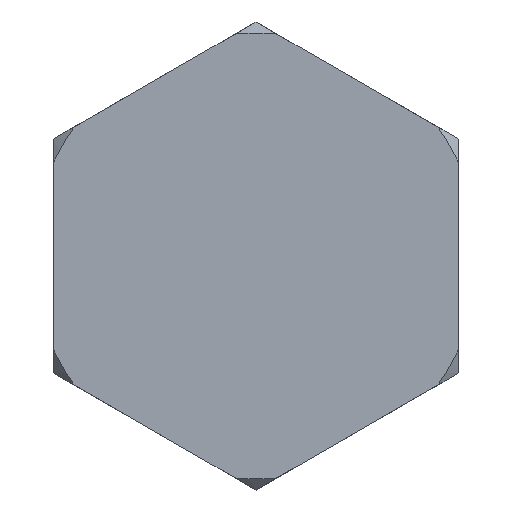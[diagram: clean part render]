
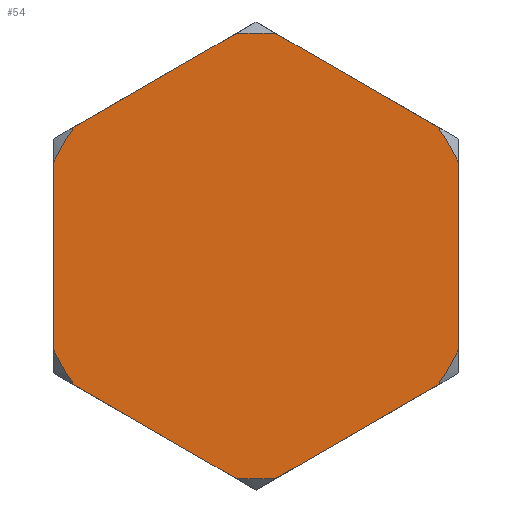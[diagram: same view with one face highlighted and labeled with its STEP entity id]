
A CAD part, front view. The second image highlights one B-rep face of the part: STEP entity #54.
In plain terms, the highlighted planar face has unit normal (0, -1, 0).
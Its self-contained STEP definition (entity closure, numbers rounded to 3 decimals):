
#54 = ADVANCED_FACE( '', ( #108 ), #109, .F. );
#108 = FACE_OUTER_BOUND( '', #192, .T. );
#109 = PLANE( '', #193 );
#192 = EDGE_LOOP( '', ( #274, #275, #276, #277, #278, #279, #280, #281, #282, #283, #284, #285 ) );
#193 = AXIS2_PLACEMENT_3D( '', #286, #287, #288 );
#274 = ORIENTED_EDGE( '', *, *, #339, .T. );
#275 = ORIENTED_EDGE( '', *, *, #373, .T. );
#276 = ORIENTED_EDGE( '', *, *, #355, .T. );
#277 = ORIENTED_EDGE( '', *, *, #374, .T. );
#278 = ORIENTED_EDGE( '', *, *, #366, .T. );
#279 = ORIENTED_EDGE( '', *, *, #351, .T. );
#280 = ORIENTED_EDGE( '', *, *, #363, .T. );
#281 = ORIENTED_EDGE( '', *, *, #375, .T. );
#282 = ORIENTED_EDGE( '', *, *, #376, .T. );
#283 = ORIENTED_EDGE( '', *, *, #377, .T. );
#284 = ORIENTED_EDGE( '', *, *, #359, .T. );
#285 = ORIENTED_EDGE( '', *, *, #370, .T. );
#286 = CARTESIAN_POINT( '', ( 12.1, 0., 0. ) );
#287 = DIRECTION( '', ( 0., 1., 0. ) );
#288 = DIRECTION( '', ( 0., 0., 1. ) );
#339 = EDGE_CURVE( '', #388, #391, #393, .T. );
#351 = EDGE_CURVE( '', #412, #410, #413, .T. );
#355 = EDGE_CURVE( '', #418, #419, #420, .T. );
#359 = EDGE_CURVE( '', #425, #426, #427, .T. );
#363 = EDGE_CURVE( '', #410, #432, #433, .T. );
#366 = EDGE_CURVE( '', #436, #412, #437, .T. );
#370 = EDGE_CURVE( '', #426, #388, #441, .T. );
#373 = EDGE_CURVE( '', #391, #418, #444, .T. );
#374 = EDGE_CURVE( '', #419, #436, #445, .T. );
#375 = EDGE_CURVE( '', #432, #446, #447, .T. );
#376 = EDGE_CURVE( '', #446, #448, #449, .T. );
#377 = EDGE_CURVE( '', #448, #425, #450, .T. );
#388 = VERTEX_POINT( '', #462 );
#391 = VERTEX_POINT( '', #468 );
#393 = CIRCLE( '', #473, 12.1 );
#410 = VERTEX_POINT( '', #517 );
#412 = VERTEX_POINT( '', #522 );
#413 = LINE( '', #523, #524 );
#418 = VERTEX_POINT( '', #533 );
#419 = VERTEX_POINT( '', #534 );
#420 = CIRCLE( '', #535, 12.1 );
#425 = VERTEX_POINT( '', #546 );
#426 = VERTEX_POINT( '', #547 );
#427 = CIRCLE( '', #548, 12.1 );
#432 = VERTEX_POINT( '', #559 );
#433 = CIRCLE( '', #560, 12.1 );
#436 = VERTEX_POINT( '', #566 );
#437 = CIRCLE( '', #567, 12.1 );
#441 = LINE( '', #575, #576 );
#444 = LINE( '', #580, #581 );
#445 = LINE( '', #582, #583 );
#446 = VERTEX_POINT( '', #584 );
#447 = LINE( '', #585, #586 );
#448 = VERTEX_POINT( '', #587 );
#449 = CIRCLE( '', #588, 12.1 );
#450 = LINE( '', #589, #590 );
#462 = CARTESIAN_POINT( '', ( -9.865, 0., 7.006 ) );
#468 = CARTESIAN_POINT( '', ( -11., 0., 5.041 ) );
#473 = AXIS2_PLACEMENT_3D( '', #609, #610, #611 );
#517 = CARTESIAN_POINT( '', ( 9.865, 0., -7.006 ) );
#522 = CARTESIAN_POINT( '', ( 1.135, 0., -12.047 ) );
#523 = CARTESIAN_POINT( '', ( 14.575, 0., -4.287 ) );
#524 = VECTOR( '', #613, 1000. );
#533 = CARTESIAN_POINT( '', ( -11., 0., -5.041 ) );
#534 = CARTESIAN_POINT( '', ( -9.865, 0., -7.006 ) );
#535 = AXIS2_PLACEMENT_3D( '', #615, #616, #617 );
#546 = CARTESIAN_POINT( '', ( 1.135, 0., 12.047 ) );
#547 = CARTESIAN_POINT( '', ( -1.135, 0., 12.047 ) );
#548 = AXIS2_PLACEMENT_3D( '', #618, #619, #620 );
#559 = CARTESIAN_POINT( '', ( 11., 0., -5.041 ) );
#560 = AXIS2_PLACEMENT_3D( '', #621, #622, #623 );
#566 = CARTESIAN_POINT( '', ( -1.135, 0., -12.047 ) );
#567 = AXIS2_PLACEMENT_3D( '', #624, #625, #626 );
#575 = CARTESIAN_POINT( '', ( 3.575, 0., 14.766 ) );
#576 = VECTOR( '', #628, 1000. );
#580 = CARTESIAN_POINT( '', ( -11., 0., 0. ) );
#581 = VECTOR( '', #630, 1000. );
#582 = CARTESIAN_POINT( '', ( 3.575, 0., -14.766 ) );
#583 = VECTOR( '', #631, 1000. );
#584 = CARTESIAN_POINT( '', ( 11., 0., 5.041 ) );
#585 = CARTESIAN_POINT( '', ( 11., 0., 0. ) );
#586 = VECTOR( '', #632, 1000. );
#587 = CARTESIAN_POINT( '', ( 9.865, 0., 7.006 ) );
#588 = AXIS2_PLACEMENT_3D( '', #633, #634, #635 );
#589 = CARTESIAN_POINT( '', ( 14.575, 0., 4.287 ) );
#590 = VECTOR( '', #636, 1000. );
#609 = CARTESIAN_POINT( '', ( 0., 0., 0. ) );
#610 = DIRECTION( '', ( 0., -1., 0. ) );
#611 = DIRECTION( '', ( 0., 0., -1. ) );
#613 = DIRECTION( '', ( 0.866, 0., 0.5 ) );
#615 = CARTESIAN_POINT( '', ( 0., 0., 0. ) );
#616 = DIRECTION( '', ( 0., -1., 0. ) );
#617 = DIRECTION( '', ( 0., 0., -1. ) );
#618 = CARTESIAN_POINT( '', ( 0., 0., 0. ) );
#619 = DIRECTION( '', ( 0., -1., 0. ) );
#620 = DIRECTION( '', ( 0., 0., -1. ) );
#621 = CARTESIAN_POINT( '', ( 0., 0., 0. ) );
#622 = DIRECTION( '', ( 0., -1., 0. ) );
#623 = DIRECTION( '', ( 0., 0., -1. ) );
#624 = CARTESIAN_POINT( '', ( 0., 0., 0. ) );
#625 = DIRECTION( '', ( 0., -1., 0. ) );
#626 = DIRECTION( '', ( 0., 0., -1. ) );
#628 = DIRECTION( '', ( -0.866, 0., -0.5 ) );
#630 = DIRECTION( '', ( 0., 0., -1. ) );
#631 = DIRECTION( '', ( 0.866, 0., -0.5 ) );
#632 = DIRECTION( '', ( 0., 0., 1. ) );
#633 = CARTESIAN_POINT( '', ( 0., 0., 0. ) );
#634 = DIRECTION( '', ( 0., -1., 0. ) );
#635 = DIRECTION( '', ( 0., 0., -1. ) );
#636 = DIRECTION( '', ( -0.866, 0., 0.5 ) );
